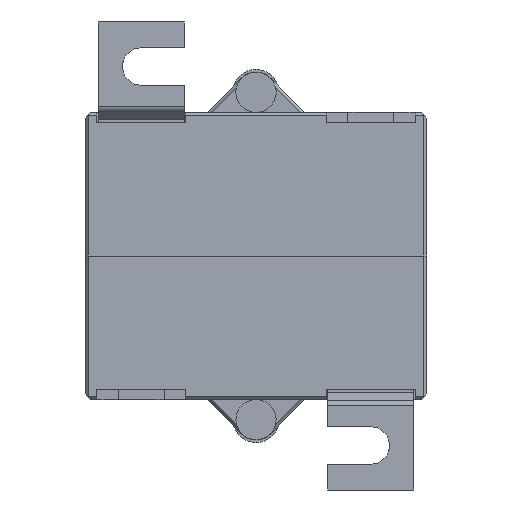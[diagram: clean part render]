
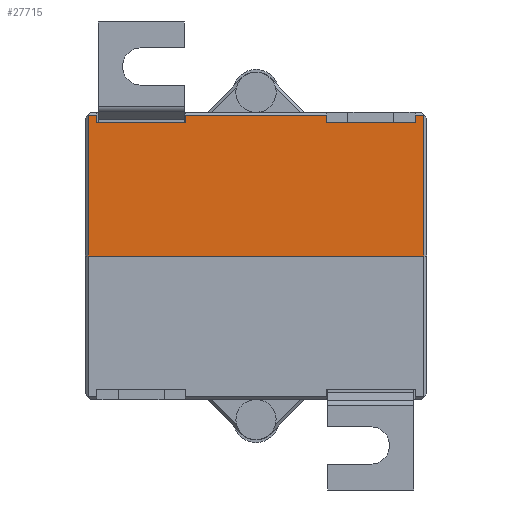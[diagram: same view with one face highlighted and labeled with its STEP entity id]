
A CAD part, front view. The second image highlights one B-rep face of the part: STEP entity #27715.
In plain terms, the highlighted planar face has unit normal (0, -1, 0).
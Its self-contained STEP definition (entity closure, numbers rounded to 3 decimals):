
#1465=PLANE('',#29577);
#2498=FACE_OUTER_BOUND('',#4031,.T.);
#4031=EDGE_LOOP('',(#19404,#19405,#19406,#19407,#19408,#19409,#19410,#19411,
#19412,#19413,#19414,#19415));
#6087=LINE('',#37567,#9166);
#6118=LINE('',#37648,#9197);
#6125=LINE('',#37662,#9204);
#6126=LINE('',#37664,#9205);
#6127=LINE('',#37666,#9206);
#6128=LINE('',#37668,#9207);
#6129=LINE('',#37670,#9208);
#6130=LINE('',#37672,#9209);
#6131=LINE('',#37674,#9210);
#6132=LINE('',#37676,#9211);
#6133=LINE('',#37678,#9212);
#6134=LINE('',#37679,#9213);
#9166=VECTOR('',#31323,10.);
#9197=VECTOR('',#31396,10.);
#9204=VECTOR('',#31407,10.);
#9205=VECTOR('',#31408,10.);
#9206=VECTOR('',#31409,10.);
#9207=VECTOR('',#31410,10.);
#9208=VECTOR('',#31411,10.);
#9209=VECTOR('',#31412,10.);
#9210=VECTOR('',#31413,10.);
#9211=VECTOR('',#31414,10.);
#9212=VECTOR('',#31415,10.);
#9213=VECTOR('',#31416,10.);
#12240=VERTEX_POINT('',#37509);
#12268=VERTEX_POINT('',#37565);
#12297=VERTEX_POINT('',#37647);
#12302=VERTEX_POINT('',#37661);
#12303=VERTEX_POINT('',#37663);
#12304=VERTEX_POINT('',#37665);
#12305=VERTEX_POINT('',#37667);
#12306=VERTEX_POINT('',#37669);
#12307=VERTEX_POINT('',#37671);
#12308=VERTEX_POINT('',#37673);
#12309=VERTEX_POINT('',#37675);
#12310=VERTEX_POINT('',#37677);
#15061=EDGE_CURVE('',#12268,#12240,#6087,.T.);
#15102=EDGE_CURVE('',#12240,#12297,#6118,.T.);
#15109=EDGE_CURVE('',#12302,#12268,#6125,.T.);
#15110=EDGE_CURVE('',#12303,#12302,#6126,.T.);
#15111=EDGE_CURVE('',#12303,#12304,#6127,.T.);
#15112=EDGE_CURVE('',#12304,#12305,#6128,.T.);
#15113=EDGE_CURVE('',#12305,#12306,#6129,.T.);
#15114=EDGE_CURVE('',#12307,#12306,#6130,.T.);
#15115=EDGE_CURVE('',#12307,#12308,#6131,.T.);
#15116=EDGE_CURVE('',#12308,#12309,#6132,.T.);
#15117=EDGE_CURVE('',#12309,#12310,#6133,.T.);
#15118=EDGE_CURVE('',#12297,#12310,#6134,.T.);
#19404=ORIENTED_EDGE('',*,*,#15102,.F.);
#19405=ORIENTED_EDGE('',*,*,#15061,.F.);
#19406=ORIENTED_EDGE('',*,*,#15109,.F.);
#19407=ORIENTED_EDGE('',*,*,#15110,.F.);
#19408=ORIENTED_EDGE('',*,*,#15111,.T.);
#19409=ORIENTED_EDGE('',*,*,#15112,.T.);
#19410=ORIENTED_EDGE('',*,*,#15113,.T.);
#19411=ORIENTED_EDGE('',*,*,#15114,.F.);
#19412=ORIENTED_EDGE('',*,*,#15115,.T.);
#19413=ORIENTED_EDGE('',*,*,#15116,.T.);
#19414=ORIENTED_EDGE('',*,*,#15117,.T.);
#19415=ORIENTED_EDGE('',*,*,#15118,.F.);
#27715=ADVANCED_FACE('',(#2498),#1465,.T.);
#29577=AXIS2_PLACEMENT_3D('',#37660,#31405,#31406);
#31323=DIRECTION('',(1.,0.,0.));
#31396=DIRECTION('',(0.,0.,-1.));
#31405=DIRECTION('center_axis',(0.,-1.,0.));
#31406=DIRECTION('ref_axis',(1.,0.,0.));
#31407=DIRECTION('',(0.,0.,1.));
#31408=DIRECTION('',(-1.,0.,0.));
#31409=DIRECTION('',(0.,0.,1.));
#31410=DIRECTION('',(1.,0.,0.));
#31411=DIRECTION('',(0.,0.,-1.));
#31412=DIRECTION('',(-1.,0.,0.));
#31413=DIRECTION('',(0.,0.,1.));
#31414=DIRECTION('',(1.,0.,0.));
#31415=DIRECTION('',(0.,0.,-1.));
#31416=DIRECTION('',(-1.,0.,0.));
#37509=CARTESIAN_POINT('',(29.25,0.,25.));
#37565=CARTESIAN_POINT('',(-29.25,0.,25.));
#37567=CARTESIAN_POINT('',(-29.75,0.,25.));
#37647=CARTESIAN_POINT('',(29.25,0.,0.5));
#37648=CARTESIAN_POINT('',(29.25,0.,0.));
#37660=CARTESIAN_POINT('Origin',(-29.75,0.,0.));
#37661=CARTESIAN_POINT('',(-29.25,0.,0.5));
#37662=CARTESIAN_POINT('',(-29.25,0.,0.));
#37663=CARTESIAN_POINT('',(-27.7,0.,0.5));
#37664=CARTESIAN_POINT('',(-14.875,0.,0.5));
#37665=CARTESIAN_POINT('',(-27.7,0.,1.8));
#37666=CARTESIAN_POINT('',(-27.7,0.,0.));
#37667=CARTESIAN_POINT('',(-12.3,0.,1.8));
#37668=CARTESIAN_POINT('',(-24.875,0.,1.8));
#37669=CARTESIAN_POINT('',(-12.3,0.,0.5));
#37670=CARTESIAN_POINT('',(-12.3,0.,0.));
#37671=CARTESIAN_POINT('',(12.3,0.,0.5));
#37672=CARTESIAN_POINT('',(-14.875,0.,0.5));
#37673=CARTESIAN_POINT('',(12.3,0.,1.8));
#37674=CARTESIAN_POINT('',(12.3,0.,0.));
#37675=CARTESIAN_POINT('',(27.7,0.,1.8));
#37676=CARTESIAN_POINT('',(-4.875,0.,1.8));
#37677=CARTESIAN_POINT('',(27.7,0.,0.5));
#37678=CARTESIAN_POINT('',(27.7,0.,0.));
#37679=CARTESIAN_POINT('',(-14.875,0.,0.5));
